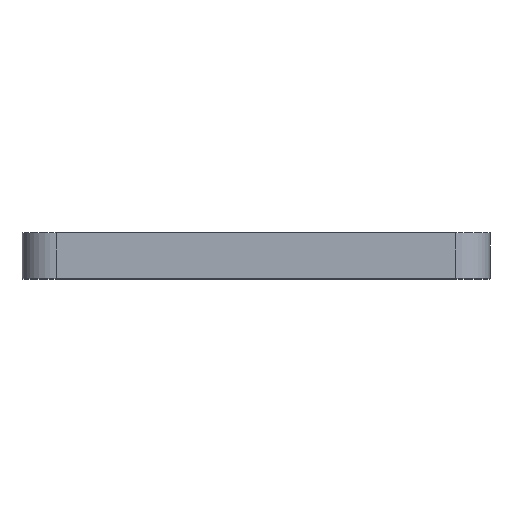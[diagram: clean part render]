
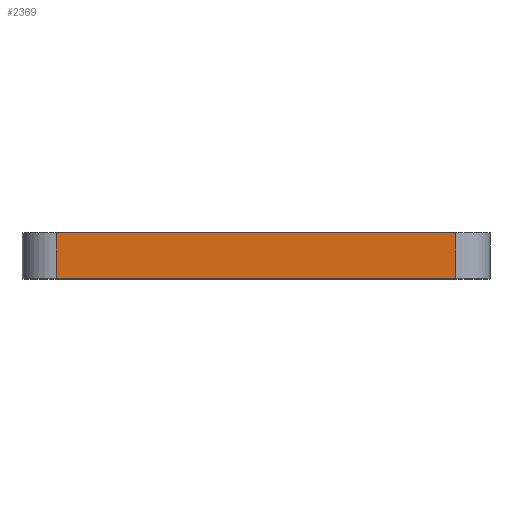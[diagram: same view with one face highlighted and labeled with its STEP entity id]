
A CAD part, top view. The second image highlights one B-rep face of the part: STEP entity #2369.
In plain terms, the highlighted planar face has unit normal (0, 0, 1).
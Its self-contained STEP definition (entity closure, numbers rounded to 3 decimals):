
#333 = DIRECTION ( 'NONE',  ( 0., 1., 0. ) ) ;
#572 = VERTEX_POINT ( 'NONE', #13901 ) ;
#670 = CARTESIAN_POINT ( 'NONE',  ( -20.5, 0., 20.5 ) ) ;
#861 = FACE_OUTER_BOUND ( 'NONE', #6867, .T. ) ;
#917 = DIRECTION ( 'NONE',  ( -1., 0., 0. ) ) ;
#1281 = CARTESIAN_POINT ( 'NONE',  ( -17.5, 0., 20.5 ) ) ;
#1383 = ORIENTED_EDGE ( 'NONE', *, *, #8839, .F. ) ;
#1391 = VECTOR ( 'NONE', #1722, 1000. ) ;
#1722 = DIRECTION ( 'NONE',  ( 1., 0., 0. ) ) ;
#1759 = VERTEX_POINT ( 'NONE', #4930 ) ;
#2369 = ADVANCED_FACE ( 'NONE', ( #861 ), #9739, .F. ) ;
#4702 = VERTEX_POINT ( 'NONE', #1281 ) ;
#4930 = CARTESIAN_POINT ( 'NONE',  ( 17.5, 0., 20.5 ) ) ;
#5098 = EDGE_CURVE ( 'NONE', #572, #4702, #7064, .T. ) ;
#5919 = LINE ( 'NONE', #670, #1391 ) ;
#6048 = ORIENTED_EDGE ( 'NONE', *, *, #8524, .T. ) ;
#6867 = EDGE_LOOP ( 'NONE', ( #1383, #9008, #6048, #14491 ) ) ;
#7064 = LINE ( 'NONE', #10658, #13236 ) ;
#7215 = CARTESIAN_POINT ( 'NONE',  ( -20.5, 4., 20.5 ) ) ;
#7720 = VERTEX_POINT ( 'NONE', #14420 ) ;
#8432 = EDGE_CURVE ( 'NONE', #1759, #7720, #11936, .T. ) ;
#8517 = VECTOR ( 'NONE', #333, 1000. ) ;
#8524 = EDGE_CURVE ( 'NONE', #4702, #1759, #5919, .T. ) ;
#8839 = EDGE_CURVE ( 'NONE', #572, #7720, #15839, .T. ) ;
#9008 = ORIENTED_EDGE ( 'NONE', *, *, #5098, .T. ) ;
#9119 = CARTESIAN_POINT ( 'NONE',  ( -20.5, 4., 20.5 ) ) ;
#9196 = AXIS2_PLACEMENT_3D ( 'NONE', #7215, #16085, #917 ) ;
#9739 = PLANE ( 'NONE',  #9196 ) ;
#10658 = CARTESIAN_POINT ( 'NONE',  ( -17.5, 4., 20.5 ) ) ;
#11936 = LINE ( 'NONE', #12870, #8517 ) ;
#11950 = DIRECTION ( 'NONE',  ( 0., -1., 0. ) ) ;
#12503 = VECTOR ( 'NONE', #12774, 1000. ) ;
#12774 = DIRECTION ( 'NONE',  ( 1., 0., 0. ) ) ;
#12870 = CARTESIAN_POINT ( 'NONE',  ( 17.5, 4., 20.5 ) ) ;
#13236 = VECTOR ( 'NONE', #11950, 1000. ) ;
#13901 = CARTESIAN_POINT ( 'NONE',  ( -17.5, 4., 20.5 ) ) ;
#14420 = CARTESIAN_POINT ( 'NONE',  ( 17.5, 4., 20.5 ) ) ;
#14491 = ORIENTED_EDGE ( 'NONE', *, *, #8432, .T. ) ;
#15839 = LINE ( 'NONE', #9119, #12503 ) ;
#16085 = DIRECTION ( 'NONE',  ( 0., 0., -1. ) ) ;
